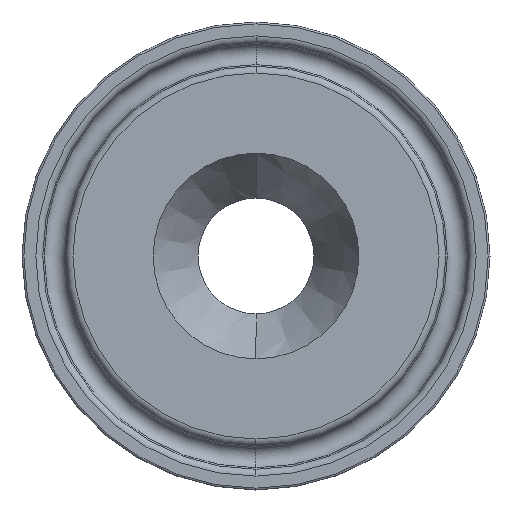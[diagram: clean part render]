
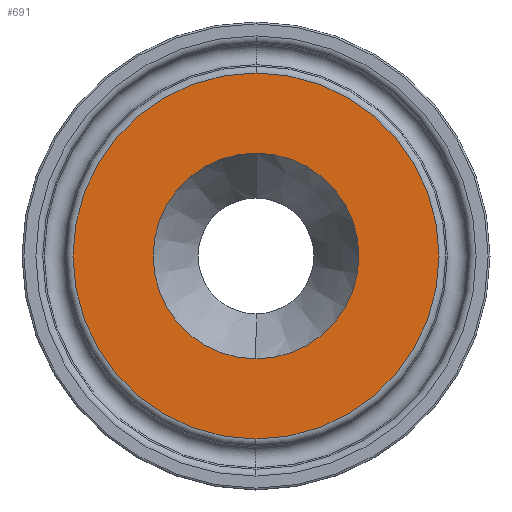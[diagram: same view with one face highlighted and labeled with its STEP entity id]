
A CAD part, left-side view. The second image highlights one B-rep face of the part: STEP entity #691.
In plain terms, the highlighted planar face has unit normal (-1, 0, 0).
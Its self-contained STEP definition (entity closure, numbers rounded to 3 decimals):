
#51 = VERTEX_POINT ( 'NONE', #859 ) ;
#72 = EDGE_CURVE ( 'NONE', #360, #982, #349, .T. ) ;
#97 = CIRCLE ( 'NONE', #601, 19.747 ) ;
#180 = DIRECTION ( 'NONE',  ( -1., 0., 0. ) ) ;
#191 = DIRECTION ( 'NONE',  ( -1., 0., 0. ) ) ;
#193 = ORIENTED_EDGE ( 'NONE', *, *, #72, .F. ) ;
#230 = CARTESIAN_POINT ( 'NONE',  ( 0., 0., 0. ) ) ;
#266 = CARTESIAN_POINT ( 'NONE',  ( 0., 0., 19.747 ) ) ;
#297 = EDGE_CURVE ( 'NONE', #51, #1051, #528, .T. ) ;
#298 = ORIENTED_EDGE ( 'NONE', *, *, #877, .T. ) ;
#341 = ORIENTED_EDGE ( 'NONE', *, *, #297, .T. ) ;
#349 = CIRCLE ( 'NONE', #450, 11.1 ) ;
#360 = VERTEX_POINT ( 'NONE', #1063 ) ;
#381 = DIRECTION ( 'NONE',  ( 1., 0., 0. ) ) ;
#450 = AXIS2_PLACEMENT_3D ( 'NONE', #480, #191, #1062 ) ;
#461 = ORIENTED_EDGE ( 'NONE', *, *, #697, .F. ) ;
#471 = FACE_OUTER_BOUND ( 'NONE', #1152, .T. ) ;
#480 = CARTESIAN_POINT ( 'NONE',  ( 0., 0., 0. ) ) ;
#528 = CIRCLE ( 'NONE', #684, 19.747 ) ;
#574 = CARTESIAN_POINT ( 'NONE',  ( 0., 11.1, 0. ) ) ;
#588 = AXIS2_PLACEMENT_3D ( 'NONE', #1057, #180, #957 ) ;
#601 = AXIS2_PLACEMENT_3D ( 'NONE', #230, #908, #616 ) ;
#602 = AXIS2_PLACEMENT_3D ( 'NONE', #574, #381, #1225 ) ;
#616 = DIRECTION ( 'NONE',  ( 0., 0., 1. ) ) ;
#617 = CARTESIAN_POINT ( 'NONE',  ( 0., 0., 0. ) ) ;
#658 = FACE_BOUND ( 'NONE', #1177, .T. ) ;
#684 = AXIS2_PLACEMENT_3D ( 'NONE', #617, #1003, #1214 ) ;
#691 = ADVANCED_FACE ( 'NONE', ( #658, #471 ), #1179, .F. ) ;
#697 = EDGE_CURVE ( 'NONE', #982, #360, #1154, .T. ) ;
#843 = CARTESIAN_POINT ( 'NONE',  ( 0., 0., -11.1 ) ) ;
#859 = CARTESIAN_POINT ( 'NONE',  ( 0., 0., -19.747 ) ) ;
#877 = EDGE_CURVE ( 'NONE', #1051, #51, #97, .T. ) ;
#908 = DIRECTION ( 'NONE',  ( -1., 0., 0. ) ) ;
#957 = DIRECTION ( 'NONE',  ( 0., 0., 1. ) ) ;
#982 = VERTEX_POINT ( 'NONE', #843 ) ;
#1003 = DIRECTION ( 'NONE',  ( -1., 0., 0. ) ) ;
#1051 = VERTEX_POINT ( 'NONE', #266 ) ;
#1057 = CARTESIAN_POINT ( 'NONE',  ( 0., 0., 0. ) ) ;
#1062 = DIRECTION ( 'NONE',  ( 0., 0., 1. ) ) ;
#1063 = CARTESIAN_POINT ( 'NONE',  ( 0., 0., 11.1 ) ) ;
#1152 = EDGE_LOOP ( 'NONE', ( #298, #341 ) ) ;
#1154 = CIRCLE ( 'NONE', #588, 11.1 ) ;
#1177 = EDGE_LOOP ( 'NONE', ( #193, #461 ) ) ;
#1179 = PLANE ( 'NONE',  #602 ) ;
#1214 = DIRECTION ( 'NONE',  ( 0., 0., 1. ) ) ;
#1225 = DIRECTION ( 'NONE',  ( 0., 0., -1. ) ) ;
